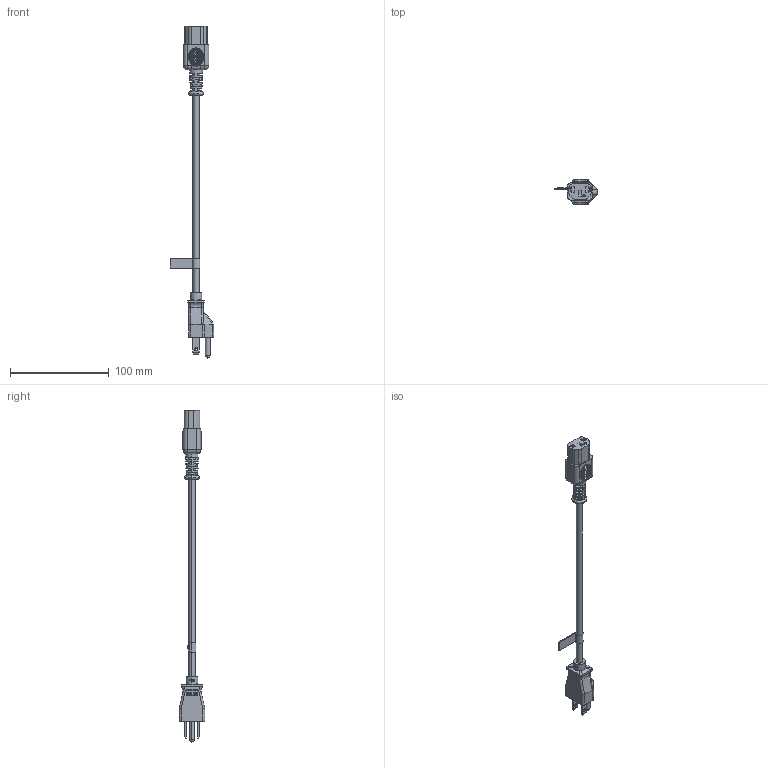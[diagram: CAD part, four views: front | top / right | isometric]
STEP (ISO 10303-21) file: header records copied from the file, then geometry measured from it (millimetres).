
FILE_DESCRIPTION (( 'STEP AP203' ), '1' );
FILE_NAME ('11-00015_revA.STEP', '2016-10-04T22:00:12', ( '' ), ( '' ), 'SwSTEP 2.0', 'SolidWorks 2015', '' );
FILE_SCHEMA (( 'CONFIG_CONTROL_DESIGN' ));
Length unit declared in the file: millimetre
Products named in the file (4): TLY-13; 30-00244 with label; 11-00015_revA; TLY-18
Assembly tree (3 placements, depth 2):
  11-00015_revA
    30-00244 with label
    TLY-13
    TLY-18
Bounding box: 44.02 x 25.8 x 336.2 mm (x, y, z)
Volume: 43852 mm3; surface area: 34722.5 mm2
Topology: 11 solids, 11 shells, 1676 faces, 4515 edges, 2945 vertices
Faces by surface type: plane 1388, bspline 141, cylinder 133, cone 10, sphere 4
Entity records: 55960 total; most frequent: CARTESIAN_POINT 15334, ORIENTED_EDGE 9014, DIRECTION 7246, EDGE_CURVE 4507, VECTOR 3576, LINE 3576, VERTEX_POINT 2945, AXIS2_PLACEMENT_3D 1835
